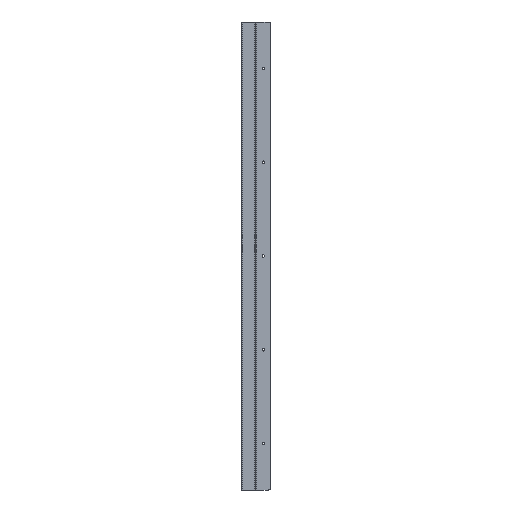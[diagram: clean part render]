
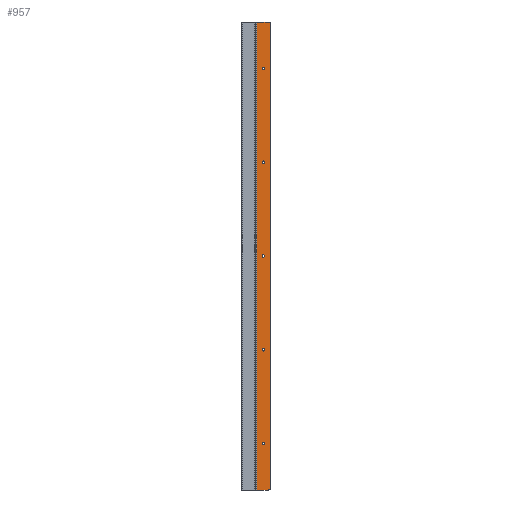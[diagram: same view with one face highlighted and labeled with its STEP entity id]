
A CAD part, front view. The second image highlights one B-rep face of the part: STEP entity #957.
In plain terms, the highlighted planar face has unit normal (0, -1, 0).
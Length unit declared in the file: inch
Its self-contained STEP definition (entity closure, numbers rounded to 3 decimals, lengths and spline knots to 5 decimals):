
#2 = EDGE_LOOP ( 'NONE', ( #299 ) ) ;
#4 = EDGE_CURVE ( 'NONE', #612, #612, #520, .T. ) ;
#6 = CIRCLE ( 'NONE', #537, 0.125 ) ;
#12 = FACE_BOUND ( 'NONE', #940, .T. ) ;
#18 = FACE_BOUND ( 'NONE', #793, .T. ) ;
#23 = DIRECTION ( 'NONE',  ( 0., 0., 1. ) ) ;
#27 = CARTESIAN_POINT ( 'NONE',  ( 0.75, -0.56, 9.75 ) ) ;
#34 = EDGE_CURVE ( 'NONE', #872, #820, #806, .T. ) ;
#36 = DIRECTION ( 'NONE',  ( 0., -1., 0. ) ) ;
#38 = EDGE_CURVE ( 'NONE', #343, #295, #926, .T. ) ;
#40 = LINE ( 'NONE', #108, #464 ) ;
#42 = AXIS2_PLACEMENT_3D ( 'NONE', #407, #324, #23 ) ;
#62 = DIRECTION ( 'NONE',  ( 0., 0., 1. ) ) ;
#69 = CARTESIAN_POINT ( 'NONE',  ( 1.5, -0.56, 24. ) ) ;
#100 = DIRECTION ( 'NONE',  ( 0., -1., 0. ) ) ;
#108 = CARTESIAN_POINT ( 'NONE',  ( 1.5, -0.56, -24. ) ) ;
#111 = VERTEX_POINT ( 'NONE', #328 ) ;
#137 = CARTESIAN_POINT ( 'NONE',  ( 0.06, -0.56, -24. ) ) ;
#139 = DIRECTION ( 'NONE',  ( 0., 0., 1. ) ) ;
#162 = FACE_BOUND ( 'NONE', #626, .T. ) ;
#167 = FACE_BOUND ( 'NONE', #2, .T. ) ;
#171 = FACE_BOUND ( 'NONE', #608, .T. ) ;
#211 = CARTESIAN_POINT ( 'NONE',  ( 1.25, -0.56, 24. ) ) ;
#225 = DIRECTION ( 'NONE',  ( 0., 1., 0. ) ) ;
#228 = VECTOR ( 'NONE', #583, 39.37008 ) ;
#243 = AXIS2_PLACEMENT_3D ( 'NONE', #439, #733, #628 ) ;
#253 = VERTEX_POINT ( 'NONE', #412 ) ;
#254 = CARTESIAN_POINT ( 'NONE',  ( 0.75, -0.56, -9.625 ) ) ;
#258 = AXIS2_PLACEMENT_3D ( 'NONE', #899, #225, #758 ) ;
#264 = CARTESIAN_POINT ( 'NONE',  ( 1.25, -0.56, -24. ) ) ;
#276 = CIRCLE ( 'NONE', #258, 0.25 ) ;
#279 = ORIENTED_EDGE ( 'NONE', *, *, #702, .F. ) ;
#284 = DIRECTION ( 'NONE',  ( 0., -1., 0. ) ) ;
#291 = CARTESIAN_POINT ( 'NONE',  ( 1.5, -0.56, 23.75 ) ) ;
#295 = VERTEX_POINT ( 'NONE', #291 ) ;
#299 = ORIENTED_EDGE ( 'NONE', *, *, #4, .F. ) ;
#306 = ORIENTED_EDGE ( 'NONE', *, *, #366, .F. ) ;
#311 = CARTESIAN_POINT ( 'NONE',  ( 0.75, -0.56, -9.5 ) ) ;
#315 = PLANE ( 'NONE',  #42 ) ;
#318 = VECTOR ( 'NONE', #665, 39.37008 ) ;
#321 = VERTEX_POINT ( 'NONE', #541 ) ;
#324 = DIRECTION ( 'NONE',  ( 0., 1., 0. ) ) ;
#325 = EDGE_CURVE ( 'NONE', #253, #253, #420, .T. ) ;
#328 = CARTESIAN_POINT ( 'NONE',  ( 0.75, -0.56, 0.125 ) ) ;
#329 = EDGE_CURVE ( 'NONE', #820, #343, #881, .T. ) ;
#340 = DIRECTION ( 'NONE',  ( -1., 0., 0. ) ) ;
#343 = VERTEX_POINT ( 'NONE', #211 ) ;
#363 = CARTESIAN_POINT ( 'NONE',  ( 0.75, -0.56, 19.25 ) ) ;
#366 = EDGE_CURVE ( 'NONE', #321, #321, #6, .T. ) ;
#396 = FACE_OUTER_BOUND ( 'NONE', #951, .T. ) ;
#403 = EDGE_CURVE ( 'NONE', #295, #884, #578, .T. ) ;
#407 = CARTESIAN_POINT ( 'NONE',  ( 1.5, -0.56, -24. ) ) ;
#412 = CARTESIAN_POINT ( 'NONE',  ( 0.75, -0.56, 19.375 ) ) ;
#420 = CIRCLE ( 'NONE', #861, 0.125 ) ;
#438 = AXIS2_PLACEMENT_3D ( 'NONE', #254, #100, #766 ) ;
#439 = CARTESIAN_POINT ( 'NONE',  ( 1.25, -0.56, 23.75 ) ) ;
#441 = ORIENTED_EDGE ( 'NONE', *, *, #38, .F. ) ;
#449 = ORIENTED_EDGE ( 'NONE', *, *, #34, .F. ) ;
#450 = CARTESIAN_POINT ( 'NONE',  ( 0.06, -0.56, 24. ) ) ;
#464 = VECTOR ( 'NONE', #340, 39.37008 ) ;
#475 = CIRCLE ( 'NONE', #893, 0.125 ) ;
#491 = ORIENTED_EDGE ( 'NONE', *, *, #325, .F. ) ;
#500 = CARTESIAN_POINT ( 'NONE',  ( 1.5, -0.56, -24. ) ) ;
#516 = EDGE_CURVE ( 'NONE', #884, #683, #276, .T. ) ;
#520 = CIRCLE ( 'NONE', #557, 0.125 ) ;
#537 = AXIS2_PLACEMENT_3D ( 'NONE', #660, #800, #139 ) ;
#541 = CARTESIAN_POINT ( 'NONE',  ( 0.75, -0.56, -19.125 ) ) ;
#557 = AXIS2_PLACEMENT_3D ( 'NONE', #947, #284, #582 ) ;
#571 = DIRECTION ( 'NONE',  ( 0., 0., 1. ) ) ;
#577 = CARTESIAN_POINT ( 'NONE',  ( 1.5, -0.56, -23.75 ) ) ;
#578 = LINE ( 'NONE', #500, #228 ) ;
#582 = DIRECTION ( 'NONE',  ( 0., 0., 1. ) ) ;
#583 = DIRECTION ( 'NONE',  ( 0., 0., -1. ) ) ;
#608 = EDGE_LOOP ( 'NONE', ( #724 ) ) ;
#612 = VERTEX_POINT ( 'NONE', #27 ) ;
#626 = EDGE_LOOP ( 'NONE', ( #306 ) ) ;
#628 = DIRECTION ( 'NONE',  ( 0., 0., 1. ) ) ;
#639 = EDGE_CURVE ( 'NONE', #111, #111, #475, .T. ) ;
#640 = ORIENTED_EDGE ( 'NONE', *, *, #670, .F. ) ;
#642 = CARTESIAN_POINT ( 'NONE',  ( 0.75, -0.56, 0. ) ) ;
#657 = DIRECTION ( 'NONE',  ( 0., -1., 0. ) ) ;
#660 = CARTESIAN_POINT ( 'NONE',  ( 0.75, -0.56, -19.25 ) ) ;
#665 = DIRECTION ( 'NONE',  ( 1., 0., 0. ) ) ;
#670 = EDGE_CURVE ( 'NONE', #681, #681, #862, .T. ) ;
#672 = CARTESIAN_POINT ( 'NONE',  ( 0.06, -0.56, -24. ) ) ;
#681 = VERTEX_POINT ( 'NONE', #311 ) ;
#683 = VERTEX_POINT ( 'NONE', #264 ) ;
#687 = ORIENTED_EDGE ( 'NONE', *, *, #329, .F. ) ;
#702 = EDGE_CURVE ( 'NONE', #683, #872, #40, .T. ) ;
#724 = ORIENTED_EDGE ( 'NONE', *, *, #639, .F. ) ;
#733 = DIRECTION ( 'NONE',  ( 0., 1., 0. ) ) ;
#741 = VECTOR ( 'NONE', #62, 39.37008 ) ;
#748 = ORIENTED_EDGE ( 'NONE', *, *, #403, .F. ) ;
#758 = DIRECTION ( 'NONE',  ( 0., 0., 1. ) ) ;
#766 = DIRECTION ( 'NONE',  ( 0., 0., 1. ) ) ;
#793 = EDGE_LOOP ( 'NONE', ( #491 ) ) ;
#800 = DIRECTION ( 'NONE',  ( 0., -1., 0. ) ) ;
#806 = LINE ( 'NONE', #137, #741 ) ;
#816 = DIRECTION ( 'NONE',  ( 0., 0., 1. ) ) ;
#820 = VERTEX_POINT ( 'NONE', #450 ) ;
#861 = AXIS2_PLACEMENT_3D ( 'NONE', #363, #657, #816 ) ;
#862 = CIRCLE ( 'NONE', #438, 0.125 ) ;
#872 = VERTEX_POINT ( 'NONE', #672 ) ;
#881 = LINE ( 'NONE', #69, #318 ) ;
#884 = VERTEX_POINT ( 'NONE', #577 ) ;
#893 = AXIS2_PLACEMENT_3D ( 'NONE', #642, #36, #571 ) ;
#899 = CARTESIAN_POINT ( 'NONE',  ( 1.25, -0.56, -23.75 ) ) ;
#909 = ORIENTED_EDGE ( 'NONE', *, *, #516, .F. ) ;
#926 = CIRCLE ( 'NONE', #243, 0.25 ) ;
#940 = EDGE_LOOP ( 'NONE', ( #640 ) ) ;
#947 = CARTESIAN_POINT ( 'NONE',  ( 0.75, -0.56, 9.625 ) ) ;
#951 = EDGE_LOOP ( 'NONE', ( #449, #279, #909, #748, #441, #687 ) ) ;
#957 = ADVANCED_FACE ( 'NONE', ( #18, #167, #171, #12, #162, #396 ), #315, .F. ) ;
